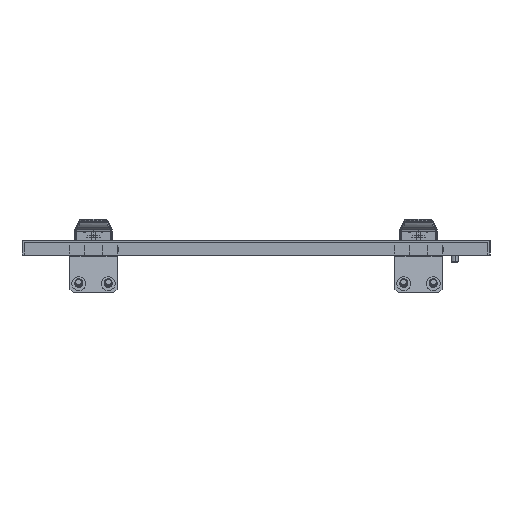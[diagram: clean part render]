
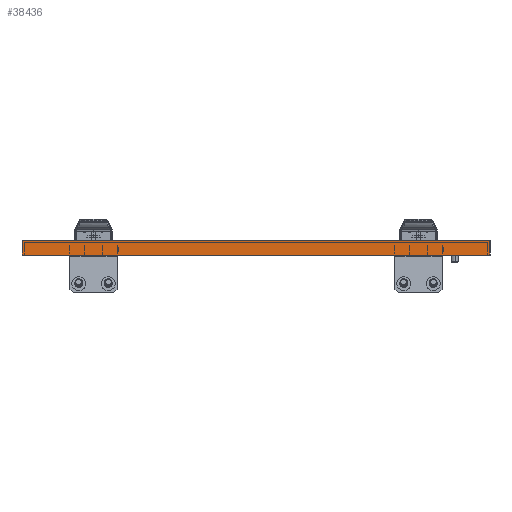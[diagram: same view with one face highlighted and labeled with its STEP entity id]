
A CAD part, left-side view. The second image highlights one B-rep face of the part: STEP entity #38436.
In plain terms, the highlighted planar face has unit normal (-1, 0, 0).
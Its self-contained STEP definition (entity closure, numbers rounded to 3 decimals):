
#2459 = VERTEX_POINT ( 'NONE', #84451 ) ;
#7806 = DIRECTION ( 'NONE',  ( 0., 0., -1. ) ) ;
#8250 = AXIS2_PLACEMENT_3D ( 'NONE', #96163, #20346, #63776 ) ;
#8359 = CARTESIAN_POINT ( 'NONE',  ( -895., -496., 2.838 ) ) ;
#11534 = CARTESIAN_POINT ( 'NONE',  ( -895., -496., -12.5 ) ) ;
#13742 = EDGE_CURVE ( 'NONE', #72807, #84519, #99754, .T. ) ;
#16395 = VECTOR ( 'NONE', #7806, 1000. ) ;
#20346 = DIRECTION ( 'NONE',  ( 1., 0., 0. ) ) ;
#21906 = VERTEX_POINT ( 'NONE', #85503 ) ;
#27036 = EDGE_CURVE ( 'NONE', #21906, #2459, #97009, .T. ) ;
#29525 = CARTESIAN_POINT ( 'NONE',  ( -895., -100., 2.838 ) ) ;
#31545 = ORIENTED_EDGE ( 'NONE', *, *, #27036, .T. ) ;
#34265 = CARTESIAN_POINT ( 'NONE',  ( -895., -298., -12.5 ) ) ;
#37129 = VECTOR ( 'NONE', #94651, 1000. ) ;
#38436 = ADVANCED_FACE ( 'NONE', ( #46527 ), #105035, .F. ) ;
#46527 = FACE_OUTER_BOUND ( 'NONE', #100021, .T. ) ;
#50071 = CARTESIAN_POINT ( 'NONE',  ( -895., -298., 0. ) ) ;
#50371 = VECTOR ( 'NONE', #67710, 1000. ) ;
#54900 = VECTOR ( 'NONE', #71368, 1000. ) ;
#55251 = ORIENTED_EDGE ( 'NONE', *, *, #13742, .F. ) ;
#56072 = EDGE_CURVE ( 'NONE', #72807, #21906, #94085, .T. ) ;
#63776 = DIRECTION ( 'NONE',  ( 0., 0., 1. ) ) ;
#67710 = DIRECTION ( 'NONE',  ( 0., -1., 0. ) ) ;
#71368 = DIRECTION ( 'NONE',  ( 0., 0., -1. ) ) ;
#72122 = ORIENTED_EDGE ( 'NONE', *, *, #94474, .T. ) ;
#72807 = VERTEX_POINT ( 'NONE', #75371 ) ;
#75371 = CARTESIAN_POINT ( 'NONE',  ( -895., -496., 0. ) ) ;
#75736 = ORIENTED_EDGE ( 'NONE', *, *, #56072, .T. ) ;
#84451 = CARTESIAN_POINT ( 'NONE',  ( -895., -100., -12.5 ) ) ;
#84519 = VERTEX_POINT ( 'NONE', #11534 ) ;
#85503 = CARTESIAN_POINT ( 'NONE',  ( -895., -100., 0. ) ) ;
#93915 = LINE ( 'NONE', #34265, #50371 ) ;
#94085 = LINE ( 'NONE', #50071, #37129 ) ;
#94474 = EDGE_CURVE ( 'NONE', #2459, #84519, #93915, .T. ) ;
#94651 = DIRECTION ( 'NONE',  ( 0., 1., 0. ) ) ;
#96163 = CARTESIAN_POINT ( 'NONE',  ( -895., -298., -2. ) ) ;
#97009 = LINE ( 'NONE', #29525, #54900 ) ;
#99754 = LINE ( 'NONE', #8359, #16395 ) ;
#100021 = EDGE_LOOP ( 'NONE', ( #31545, #72122, #55251, #75736 ) ) ;
#105035 = PLANE ( 'NONE',  #8250 ) ;
